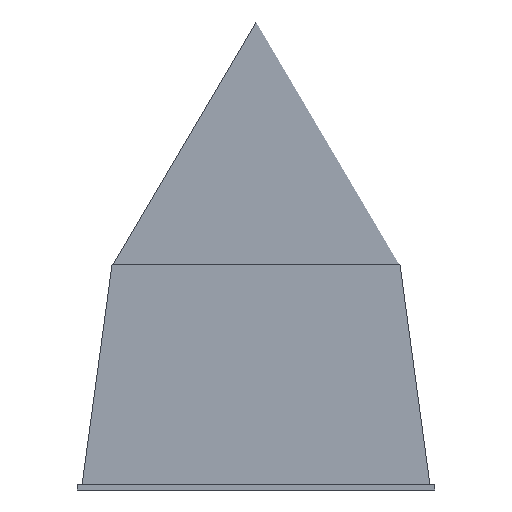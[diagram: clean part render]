
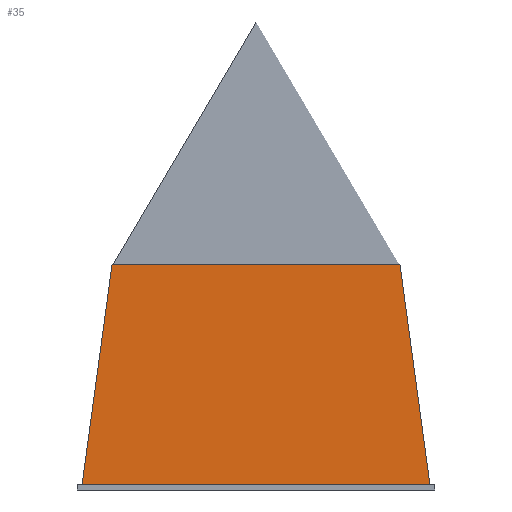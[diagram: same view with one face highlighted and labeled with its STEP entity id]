
A CAD part, front view. The second image highlights one B-rep face of the part: STEP entity #35.
In plain terms, the highlighted free-form (B-spline) face has degree [2, 2] with [5, 13] control points.
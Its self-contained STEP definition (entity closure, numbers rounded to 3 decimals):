
#35=ADVANCED_FACE('',(#41),#115,.T.);
#41=FACE_OUTER_BOUND('',#47,.T.);
#47=EDGE_LOOP('',(#53,#54,#55,#56));
#53=ORIENTED_EDGE('',*,*,#78,.T.);
#54=ORIENTED_EDGE('',*,*,#80,.T.);
#55=ORIENTED_EDGE('',*,*,#76,.F.);
#56=ORIENTED_EDGE('',*,*,#75,.T.);
#75=EDGE_CURVE('',#104,#106,#91,.T.);
#76=EDGE_CURVE('',#104,#105,#92,.T.);
#78=EDGE_CURVE('',#106,#107,#94,.T.);
#80=EDGE_CURVE('',#107,#105,#96,.T.);
#91=(
BOUNDED_CURVE()
B_SPLINE_CURVE(2,(#357,#358,#359,#360,#361),.UNSPECIFIED.,.F.,.F.)
B_SPLINE_CURVE_WITH_KNOTS((3,2,3),(0.,103.66,207.321),
 .UNSPECIFIED.)
CURVE()
GEOMETRIC_REPRESENTATION_ITEM()
RATIONAL_B_SPLINE_CURVE((1.,0.707,1.,0.707,1.))
REPRESENTATION_ITEM('')
);
#92=(
BOUNDED_CURVE()
B_SPLINE_CURVE(2,(#362,#363,#364,#365,#366,#367,#368,#369,#370,#371,#372,
#373,#374),.UNSPECIFIED.,.F.,.F.)
B_SPLINE_CURVE_WITH_KNOTS((3,2,2,2,2,2,3),(0.,12.047,40.752,
50.755,59.242,67.729,85.669),
 .UNSPECIFIED.)
CURVE()
GEOMETRIC_REPRESENTATION_ITEM()
RATIONAL_B_SPLINE_CURVE((1.,1.,1.,0.752,1.,1.,1.,0.911,
1.,0.911,1.,1.,1.))
REPRESENTATION_ITEM('')
);
#94=(
BOUNDED_CURVE()
B_SPLINE_CURVE(2,(#380,#381,#382,#383,#384,#385,#386,#387,#388,#389,#390,
#391,#392),.UNSPECIFIED.,.F.,.F.)
B_SPLINE_CURVE_WITH_KNOTS((3,2,2,2,2,2,3),(0.,12.047,40.752,
50.755,59.242,67.729,85.669),
 .UNSPECIFIED.)
CURVE()
GEOMETRIC_REPRESENTATION_ITEM()
RATIONAL_B_SPLINE_CURVE((1.,1.,1.,0.752,1.,1.,1.,0.911,
1.,0.911,1.,1.,1.))
REPRESENTATION_ITEM('')
);
#96=(
BOUNDED_CURVE()
B_SPLINE_CURVE(2,(#398,#399,#400,#401,#402),.UNSPECIFIED.,.F.,.F.)
B_SPLINE_CURVE_WITH_KNOTS((3,2,3),(-207.321,-103.66,
0.),.UNSPECIFIED.)
CURVE()
GEOMETRIC_REPRESENTATION_ITEM()
RATIONAL_B_SPLINE_CURVE((1.,0.707,1.,0.707,1.))
REPRESENTATION_ITEM('')
);
#104=VERTEX_POINT('',#353);
#105=VERTEX_POINT('',#354);
#106=VERTEX_POINT('',#355);
#107=VERTEX_POINT('',#356);
#115=(
BOUNDED_SURFACE()
B_SPLINE_SURFACE(2,2,((#223,#224,#225,#226,#227,#228,#229,#230,#231,#232,
#233,#234,#235),(#236,#237,#238,#239,#240,#241,#242,#243,#244,#245,#246,
#247,#248),(#249,#250,#251,#252,#253,#254,#255,#256,#257,#258,#259,#260,
#261),(#262,#263,#264,#265,#266,#267,#268,#269,#270,#271,#272,#273,#274),
(#275,#276,#277,#278,#279,#280,#281,#282,#283,#284,#285,#286,#287)),
 .UNSPECIFIED.,.F.,.F.,.F.)
B_SPLINE_SURFACE_WITH_KNOTS((3,2,3),(3,2,2,2,2,2,3),(0.,103.66,
207.321),(0.,12.047,40.752,50.755,
59.242,67.729,85.669),.UNSPECIFIED.)
GEOMETRIC_REPRESENTATION_ITEM()
RATIONAL_B_SPLINE_SURFACE(((1.,1.,1.,0.752,1.,1.,1.,0.911,
1.,0.911,1.,1.,1.),(0.707,0.707,0.707,
0.532,0.707,0.707,0.707,
0.644,0.707,0.644,0.707,0.707,
0.707),(1.,1.,1.,0.752,1.,1.,1.,0.911,
1.,0.911,1.,1.,1.),(0.707,0.707,0.707,
0.532,0.707,0.707,0.707,
0.644,0.707,0.644,0.707,0.707,
0.707),(1.,1.,1.,0.752,1.,1.,1.,0.911,
1.,0.911,1.,1.,1.)))
REPRESENTATION_ITEM('')
SURFACE()
);
#223=CARTESIAN_POINT('',(-52.298,0.,81.996));
#224=CARTESIAN_POINT('',(-53.053,0.,81.996));
#225=CARTESIAN_POINT('',(-53.808,0.,81.996));
#226=CARTESIAN_POINT('',(-55.561,0.,81.996));
#227=CARTESIAN_POINT('',(-55.791,0.,80.258));
#228=CARTESIAN_POINT('',(-60.887,0.,41.704));
#229=CARTESIAN_POINT('',(-65.984,0.,3.151));
#230=CARTESIAN_POINT('',(-66.043,0.,2.701));
#231=CARTESIAN_POINT('',(-65.744,0.,2.36));
#232=CARTESIAN_POINT('',(-65.446,0.,2.019));
#233=CARTESIAN_POINT('',(-64.992,0.,2.019));
#234=CARTESIAN_POINT('',(-64.093,0.,2.019));
#235=CARTESIAN_POINT('',(-63.193,0.,2.019));
#236=CARTESIAN_POINT('',(-52.298,52.298,81.996));
#237=CARTESIAN_POINT('',(-53.053,53.053,81.996));
#238=CARTESIAN_POINT('',(-53.808,53.808,81.996));
#239=CARTESIAN_POINT('',(-55.561,55.561,81.996));
#240=CARTESIAN_POINT('',(-55.791,55.791,80.258));
#241=CARTESIAN_POINT('',(-60.887,60.887,41.704));
#242=CARTESIAN_POINT('',(-65.984,65.984,3.151));
#243=CARTESIAN_POINT('',(-66.043,66.043,2.701));
#244=CARTESIAN_POINT('',(-65.744,65.744,2.36));
#245=CARTESIAN_POINT('',(-65.446,65.446,2.019));
#246=CARTESIAN_POINT('',(-64.992,64.992,2.019));
#247=CARTESIAN_POINT('',(-64.093,64.093,2.019));
#248=CARTESIAN_POINT('',(-63.193,63.193,2.019));
#249=CARTESIAN_POINT('',(0.,52.298,81.996));
#250=CARTESIAN_POINT('',(0.,53.053,81.996));
#251=CARTESIAN_POINT('',(0.,53.808,81.996));
#252=CARTESIAN_POINT('',(0.,55.561,81.996));
#253=CARTESIAN_POINT('',(0.,55.791,80.258));
#254=CARTESIAN_POINT('',(0.,60.887,41.704));
#255=CARTESIAN_POINT('',(0.,65.984,3.151));
#256=CARTESIAN_POINT('',(0.,66.043,2.701));
#257=CARTESIAN_POINT('',(0.,65.744,2.36));
#258=CARTESIAN_POINT('',(0.,65.446,2.019));
#259=CARTESIAN_POINT('',(0.,64.992,2.019));
#260=CARTESIAN_POINT('',(0.,64.093,2.019));
#261=CARTESIAN_POINT('',(0.,63.193,2.019));
#262=CARTESIAN_POINT('',(52.298,52.298,81.996));
#263=CARTESIAN_POINT('',(53.053,53.053,81.996));
#264=CARTESIAN_POINT('',(53.808,53.808,81.996));
#265=CARTESIAN_POINT('',(55.561,55.561,81.996));
#266=CARTESIAN_POINT('',(55.791,55.791,80.258));
#267=CARTESIAN_POINT('',(60.887,60.887,41.704));
#268=CARTESIAN_POINT('',(65.984,65.984,3.151));
#269=CARTESIAN_POINT('',(66.043,66.043,2.701));
#270=CARTESIAN_POINT('',(65.744,65.744,2.36));
#271=CARTESIAN_POINT('',(65.446,65.446,2.019));
#272=CARTESIAN_POINT('',(64.992,64.992,2.019));
#273=CARTESIAN_POINT('',(64.093,64.093,2.019));
#274=CARTESIAN_POINT('',(63.193,63.193,2.019));
#275=CARTESIAN_POINT('',(52.298,0.,81.996));
#276=CARTESIAN_POINT('',(53.053,0.,81.996));
#277=CARTESIAN_POINT('',(53.808,0.,81.996));
#278=CARTESIAN_POINT('',(55.561,0.,81.996));
#279=CARTESIAN_POINT('',(55.791,0.,80.258));
#280=CARTESIAN_POINT('',(60.887,0.,41.704));
#281=CARTESIAN_POINT('',(65.984,0.,3.151));
#282=CARTESIAN_POINT('',(66.043,0.,2.701));
#283=CARTESIAN_POINT('',(65.744,0.,2.36));
#284=CARTESIAN_POINT('',(65.446,0.,2.019));
#285=CARTESIAN_POINT('',(64.992,0.,2.019));
#286=CARTESIAN_POINT('',(64.093,0.,2.019));
#287=CARTESIAN_POINT('',(63.193,0.,2.019));
#353=CARTESIAN_POINT('',(-52.298,0.,81.996));
#354=CARTESIAN_POINT('',(-63.193,0.,2.019));
#355=CARTESIAN_POINT('',(52.298,0.,81.996));
#356=CARTESIAN_POINT('',(63.193,0.,2.019));
#357=CARTESIAN_POINT('',(-52.298,0.,81.996));
#358=CARTESIAN_POINT('',(-52.298,52.298,81.996));
#359=CARTESIAN_POINT('',(0.,52.298,81.996));
#360=CARTESIAN_POINT('',(52.298,52.298,81.996));
#361=CARTESIAN_POINT('',(52.298,0.,81.996));
#362=CARTESIAN_POINT('',(-52.298,0.,81.996));
#363=CARTESIAN_POINT('',(-53.053,0.,81.996));
#364=CARTESIAN_POINT('',(-53.808,0.,81.996));
#365=CARTESIAN_POINT('',(-55.561,0.,81.996));
#366=CARTESIAN_POINT('',(-55.791,0.,80.258));
#367=CARTESIAN_POINT('',(-60.887,0.,41.704));
#368=CARTESIAN_POINT('',(-65.984,0.,3.151));
#369=CARTESIAN_POINT('',(-66.043,0.,2.701));
#370=CARTESIAN_POINT('',(-65.744,0.,2.36));
#371=CARTESIAN_POINT('',(-65.446,0.,2.019));
#372=CARTESIAN_POINT('',(-64.992,0.,2.019));
#373=CARTESIAN_POINT('',(-64.093,0.,2.019));
#374=CARTESIAN_POINT('',(-63.193,0.,2.019));
#380=CARTESIAN_POINT('',(52.298,0.,81.996));
#381=CARTESIAN_POINT('',(53.053,0.,81.996));
#382=CARTESIAN_POINT('',(53.808,0.,81.996));
#383=CARTESIAN_POINT('',(55.561,0.,81.996));
#384=CARTESIAN_POINT('',(55.791,0.,80.258));
#385=CARTESIAN_POINT('',(60.887,0.,41.704));
#386=CARTESIAN_POINT('',(65.984,0.,3.151));
#387=CARTESIAN_POINT('',(66.043,0.,2.701));
#388=CARTESIAN_POINT('',(65.744,0.,2.36));
#389=CARTESIAN_POINT('',(65.446,0.,2.019));
#390=CARTESIAN_POINT('',(64.992,0.,2.019));
#391=CARTESIAN_POINT('',(64.093,0.,2.019));
#392=CARTESIAN_POINT('',(63.193,0.,2.019));
#398=CARTESIAN_POINT('',(63.193,0.,2.019));
#399=CARTESIAN_POINT('',(63.193,63.193,2.019));
#400=CARTESIAN_POINT('',(0.,63.193,2.019));
#401=CARTESIAN_POINT('',(-63.193,63.193,2.019));
#402=CARTESIAN_POINT('',(-63.193,0.,2.019));
